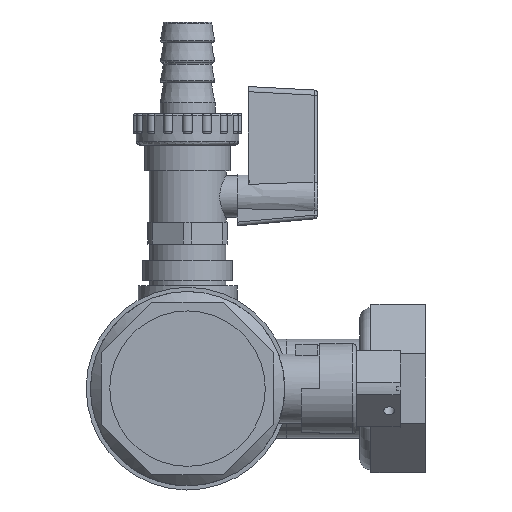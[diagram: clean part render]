
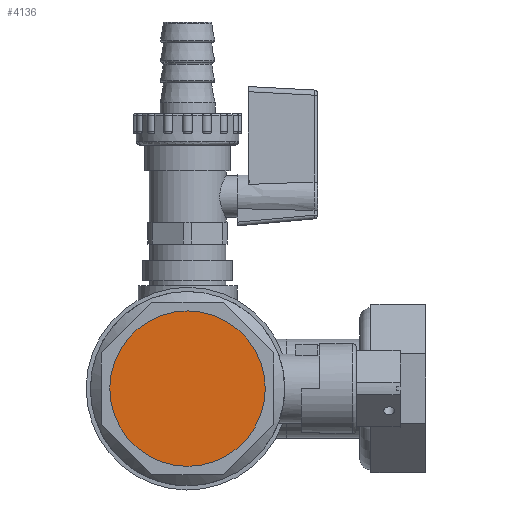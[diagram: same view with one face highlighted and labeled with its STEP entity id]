
A CAD part, left-side view. The second image highlights one B-rep face of the part: STEP entity #4136.
In plain terms, the highlighted planar face has unit normal (-1, 0, 0).
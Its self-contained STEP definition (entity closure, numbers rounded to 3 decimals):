
#747=PLANE($,#4577);
#1059=FACE_OUTER_BOUND($,#1359,.T.);
#1359=EDGE_LOOP($,(#3503));
#1655=CIRCLE($,#4578,21.2);
#1999=VERTEX_POINT($,#8823);
#2540=EDGE_CURVE($,#1999,#1999,#1655,.T.);
#3503=ORIENTED_EDGE($,*,*,#2540,.F.);
#4136=ADVANCED_FACE($,(#1059),#747,.T.);
#4577=AXIS2_PLACEMENT_3D($,#8822,#5557,#5558);
#4578=AXIS2_PLACEMENT_3D($,#8824,#5559,#5560);
#5557=DIRECTION('center_axis',(-1.,0.,0.));
#5558=DIRECTION('ref_axis',(0.,0.,1.));
#5559=DIRECTION('center_axis',(1.,0.,0.));
#5560=DIRECTION('ref_axis',(0.,1.,0.));
#8822=CARTESIAN_POINT('Origin',(10.,10.6,0.));
#8823=CARTESIAN_POINT('',(10.,-13.5,-16.346));
#8824=CARTESIAN_POINT('Origin',(10.,0.,0.));
